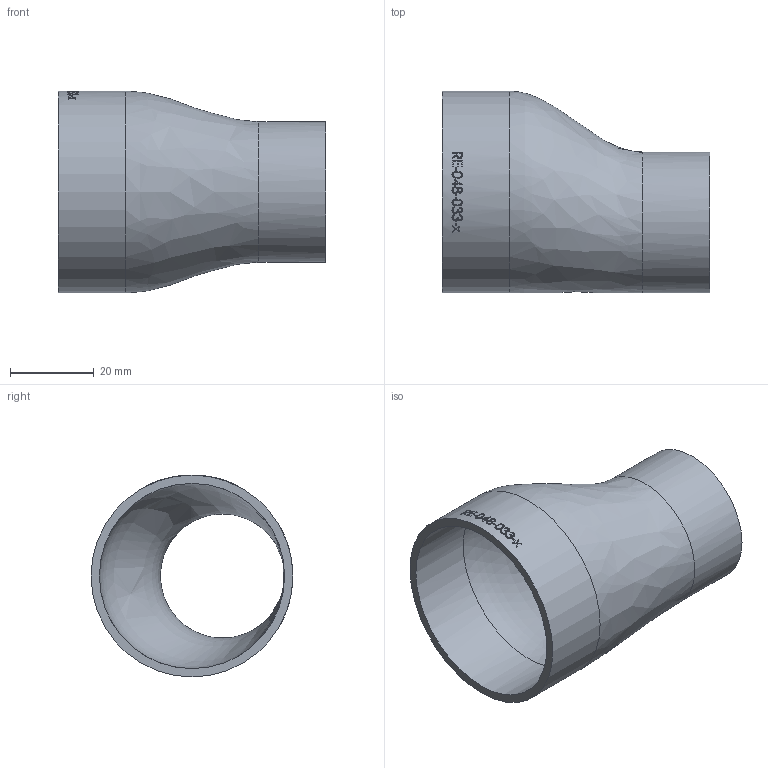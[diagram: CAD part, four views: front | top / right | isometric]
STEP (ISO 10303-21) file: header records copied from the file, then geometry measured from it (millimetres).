
FILE_DESCRIPTION (( 'STEP AP214' ), '1' );
FILE_NAME ('RE-048-033-x Reduzierung Exzenter 48,3x33,7x2,0x2,0 BL64 2012.STEP', '2020-12-30T12:09:58', ( '' ), ( '' ), 'SwSTEP 2.0', 'SolidWorks 2019', '' );
FILE_SCHEMA (( 'AUTOMOTIVE_DESIGN' ));
Length unit declared in the file: millimetre
Products named in the file (1): RE-048-033-x Reduzierung Exzenter 48,3x33,7x2,0x2,0 BL64 2012
Bounding box: 64 x 48.3 x 48.3 mm (x, y, z)
Volume: 16134.5 mm3; surface area: 16514.9 mm2
Topology: 1 solids, 1 shells, 161 faces, 426 edges, 284 vertices
Faces by surface type: bspline 83, plane 55, cylinder 23
Full cylindrical faces by diameter (mm): 29.7 x1, 33.7 x1, 44.3 x1, 48.3 x1
Entity records: 17216 total; most frequent: CARTESIAN_POINT 12365, ORIENTED_EDGE 820, EDGE_CURVE 410, DIRECTION 372, VERTEX_POINT 276, B_SPLINE_CURVE_WITH_KNOTS 261, EDGE_LOOP 186, FACE_OUTER_BOUND 166
